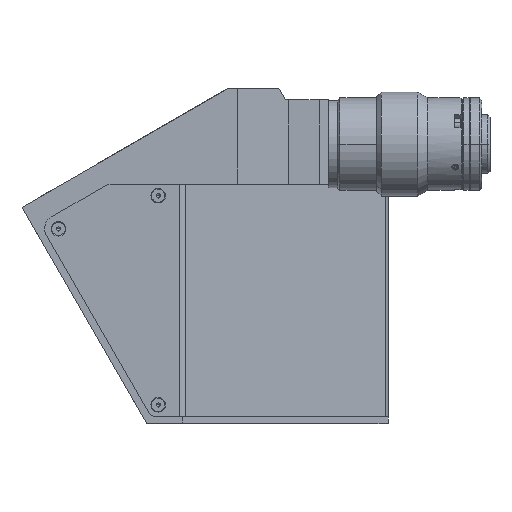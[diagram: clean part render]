
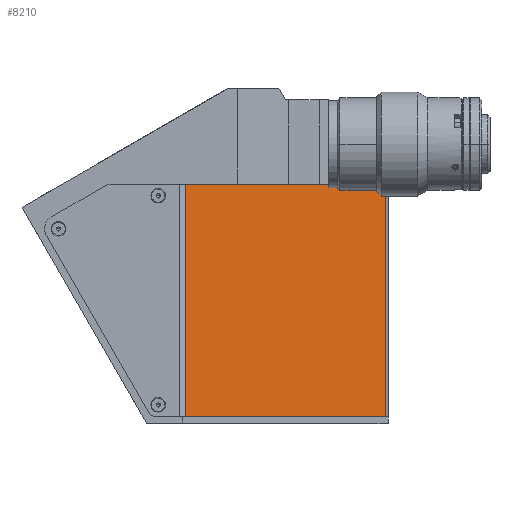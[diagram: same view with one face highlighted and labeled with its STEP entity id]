
A CAD part, top view. The second image highlights one B-rep face of the part: STEP entity #8210.
In plain terms, the highlighted planar face has unit normal (0.707, 0, 0.707).
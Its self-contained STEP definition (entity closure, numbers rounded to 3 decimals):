
#610 = CARTESIAN_POINT ( 'NONE',  ( -25.615, -59., 344.496 ) ) ;
#784 = EDGE_CURVE ( 'NONE', #6397, #8374, #10227, .T. ) ;
#927 = CARTESIAN_POINT ( 'NONE',  ( 61.414, -59., 257.466 ) ) ;
#1083 = DIRECTION ( 'NONE',  ( 0.707, 0., -0.707 ) ) ;
#1961 = DIRECTION ( 'NONE',  ( 0.707, 0., -0.707 ) ) ;
#2357 = FACE_OUTER_BOUND ( 'NONE', #4225, .T. ) ;
#2764 = VECTOR ( 'NONE', #9404, 1000. ) ;
#3598 = VECTOR ( 'NONE', #1083, 1000. ) ;
#3632 = VECTOR ( 'NONE', #1961, 1000. ) ;
#3710 = ORIENTED_EDGE ( 'NONE', *, *, #6697, .F. ) ;
#4181 = ORIENTED_EDGE ( 'NONE', *, *, #9613, .F. ) ;
#4225 = EDGE_LOOP ( 'NONE', ( #4181, #8109, #5546, #3710 ) ) ;
#4500 = PLANE ( 'NONE',  #11597 ) ;
#4909 = VERTEX_POINT ( 'NONE', #6721 ) ;
#4945 = DIRECTION ( 'NONE',  ( 0., -1., 0. ) ) ;
#5325 = CARTESIAN_POINT ( 'NONE',  ( 61.414, -59., 257.466 ) ) ;
#5546 = ORIENTED_EDGE ( 'NONE', *, *, #7815, .T. ) ;
#5751 = CARTESIAN_POINT ( 'NONE',  ( -25.615, 41.5, 344.496 ) ) ;
#6275 = DIRECTION ( 'NONE',  ( -0.707, 0., 0.707 ) ) ;
#6397 = VERTEX_POINT ( 'NONE', #11034 ) ;
#6697 = EDGE_CURVE ( 'NONE', #4909, #7094, #8745, .T. ) ;
#6721 = CARTESIAN_POINT ( 'NONE',  ( 60.828, 41.5, 258.052 ) ) ;
#6725 = CARTESIAN_POINT ( 'NONE',  ( 60.828, -59., 258.052 ) ) ;
#6749 = LINE ( 'NONE', #9790, #3598 ) ;
#7094 = VERTEX_POINT ( 'NONE', #7877 ) ;
#7815 = EDGE_CURVE ( 'NONE', #6397, #7094, #10795, .T. ) ;
#7877 = CARTESIAN_POINT ( 'NONE',  ( 60.828, -59., 258.052 ) ) ;
#8109 = ORIENTED_EDGE ( 'NONE', *, *, #784, .F. ) ;
#8210 = ADVANCED_FACE ( 'NONE', ( #2357 ), #4500, .T. ) ;
#8374 = VERTEX_POINT ( 'NONE', #5751 ) ;
#8745 = LINE ( 'NONE', #6725, #10915 ) ;
#9404 = DIRECTION ( 'NONE',  ( 0., 1., 0. ) ) ;
#9613 = EDGE_CURVE ( 'NONE', #8374, #4909, #6749, .T. ) ;
#9790 = CARTESIAN_POINT ( 'NONE',  ( 61.414, 41.5, 257.466 ) ) ;
#10227 = LINE ( 'NONE', #610, #2764 ) ;
#10795 = LINE ( 'NONE', #927, #3632 ) ;
#10915 = VECTOR ( 'NONE', #4945, 1000. ) ;
#11034 = CARTESIAN_POINT ( 'NONE',  ( -25.615, -59., 344.496 ) ) ;
#11177 = DIRECTION ( 'NONE',  ( 0.707, 0., 0.707 ) ) ;
#11597 = AXIS2_PLACEMENT_3D ( 'NONE', #5325, #11177, #6275 ) ;
